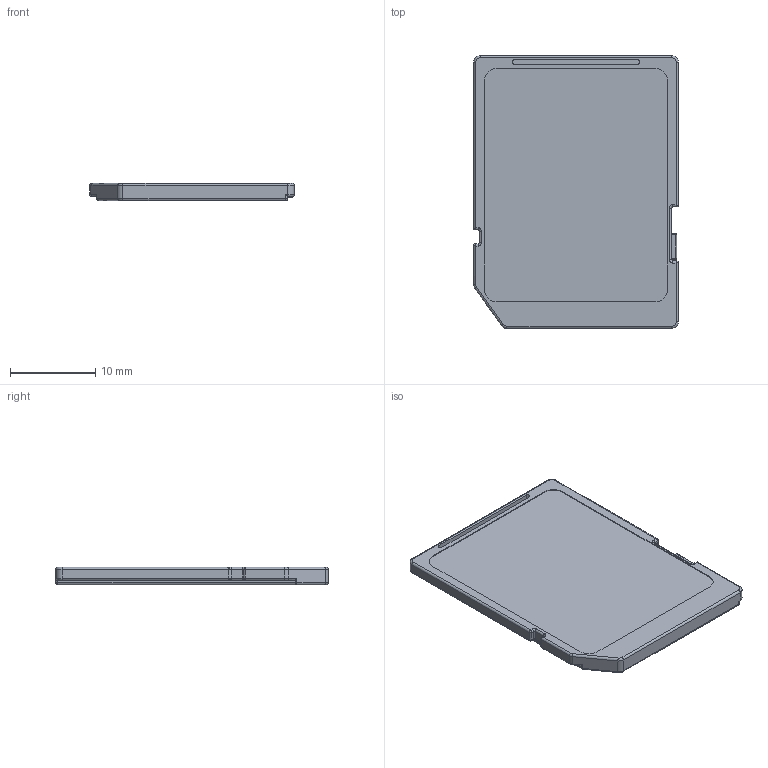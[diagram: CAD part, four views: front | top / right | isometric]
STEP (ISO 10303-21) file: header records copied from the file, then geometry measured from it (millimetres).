
FILE_DESCRIPTION(/* description */ (''),/* implementation_level */ '2;1');
FILE_NAME(/* name */ 'SD_Card.stp',/* time_stamp */ '2020-01-15T19:56:25-05:00',/* author */ ('Ron'),/* organization */ (''),/* preprocessor_version */ 'ST-DEVELOPER v18',/* originating_system */ 'Autodesk Inventor 2020',/* authorisation */ '');
FILE_SCHEMA (('AUTOMOTIVE_DESIGN { 1 0 10303 214 3 1 1 }'));
Length unit declared in the file: millimetre
Products named in the file (1): SD_Card
Bounding box: 24 x 32 x 2.05 mm (x, y, z)
Volume: 1420.7 mm3; surface area: 2068 mm2
Topology: 11 solids, 11 shells, 243 faces, 549 edges, 329 vertices
Faces by surface type: plane 139, cylinder 64, torus 22, bspline 12, sphere 6
Entity records: 6894 total; most frequent: CARTESIAN_POINT 1419, DIRECTION 1145, ORIENTED_EDGE 1078, EDGE_CURVE 539, AXIS2_PLACEMENT_3D 383, LINE 379, VECTOR 379, VERTEX_POINT 329
